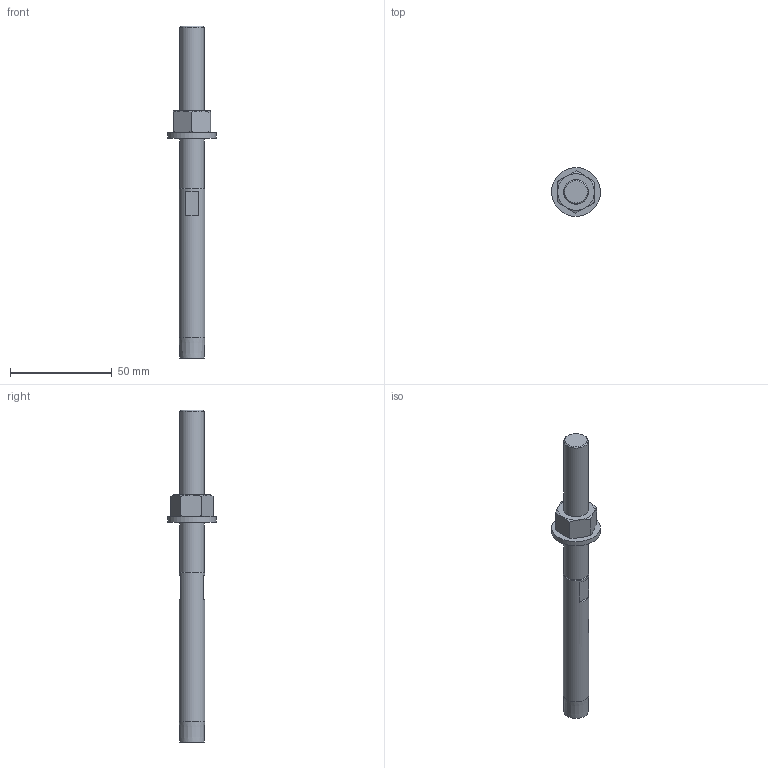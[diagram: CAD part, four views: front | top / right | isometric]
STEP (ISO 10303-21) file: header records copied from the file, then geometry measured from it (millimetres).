
FILE_DESCRIPTION(/* description */ ('PLEASE STATE GENERIC DESCRIPTION'),/* implementation_level */ '2;1');
FILE_NAME(/* name */ 'SL-018.stp',/* time_stamp */ '2016-02-09T17:49:33+00:00',/* author */ ('jslaven'),/* organization */ (''),/* preprocessor_version */ 'ST-DEVELOPER v15.2',/* originating_system */ 'Autodesk Inventor 2014',/* authorisation */ '');
FILE_SCHEMA (('CONFIG_CONTROL_DESIGN'));
Length unit declared in the file: millimetre
Products named in the file (1): Part35
Bounding box: 23.97 x 23.97 x 163 mm (x, y, z)
Volume: 18220.9 mm3; surface area: 9414.5 mm2
Topology: 1 solids, 1 shells, 42 faces, 83 edges, 50 vertices
Faces by surface type: plane 19, cone 17, cylinder 6
Full cylindrical faces by diameter (mm): 8.33 x1, 12 x2, 12.5 x1, 14 x1, 24 x1
Entity records: 1058 total; most frequent: CARTESIAN_POINT 209, DIRECTION 164, ORIENTED_EDGE 140, AXIS2_PLACEMENT_3D 75, EDGE_CURVE 70, EDGE_LOOP 60, VERTEX_POINT 48, STYLED_ITEM 43
